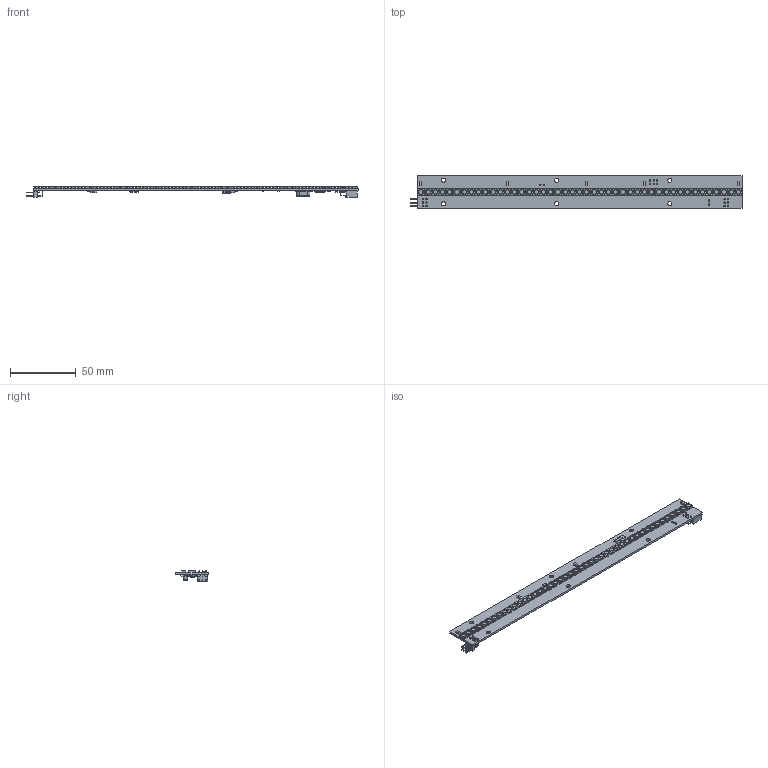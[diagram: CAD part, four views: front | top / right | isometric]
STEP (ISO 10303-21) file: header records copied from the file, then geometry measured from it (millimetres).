
FILE_DESCRIPTION(/* description */ (''),/* implementation_level */ '2;1');
FILE_NAME(/* name */ 'module_pcb.step',/* time_stamp */ '2021-10-31T16:43:54+01:00',/* author */ (''),/* organization */ (''),/* preprocessor_version */ 'ST-DEVELOPER v18.1',/* originating_system */ 'Autodesk Translation Framework v10.10.0.1391',/* authorisation */ '');
FILE_SCHEMA (('AUTOMOTIVE_DESIGN { 1 0 10303 214 3 1 1 }'));
Length unit declared in the file: millimetre
Products named in the file (34): module_pcb; C_1206_3216Metric; SOLID; SOT-23W; SOLID (2); D_SOD-123; SOLID (4); PinSocket_2x03_P2.54mm_Horizontal; SOLID (5); SOT-23; SOLID (6); PinHeader_2x03_P2.54mm_Horizontal; SOLID (7); Crystal_SMD_HC49-SD; SOLID (10); SOT-23-5; SOLID (11); SOT-353_SC-70-5; SOLID (9); TQFP-32_7x7mm_P0.8mm; SOLID (12); SOT-23-6; SOLID (13); SOT-223; SOLID (14); R_0603_1608Metric; SOLID (1); LED_WS2812B_PLCC4_5.0x5.0mm_P3.2mm; SOLID (8); LED_0603_1608Metric; SOLID (15); C_0603_1608Metric; SOLID (3); COMPOUND
Assembly tree (110 placements, depth 3):
  module_pcb
    C_1206_3216Metric  x10
      SOLID
    R_0603_1608Metric  x14
      SOLID (1)
    SOT-23W
      SOLID (2)
    C_0603_1608Metric  x11
      SOLID (3)
    D_SOD-123
      SOLID (4)
    PinSocket_2x03_P2.54mm_Horizontal
      SOLID (5)
    SOT-23
      SOLID (6)
    PinHeader_2x03_P2.54mm_Horizontal
      SOLID (7)
    LED_WS2812B_PLCC4_5.0x5.0mm_P3.2mm  x45
      SOLID (8)
    SOT-353_SC-70-5  x2
      SOLID (9)
    Crystal_SMD_HC49-SD
      SOLID (10)
    SOT-23-5
      SOLID (11)
    TQFP-32_7x7mm_P0.8mm
      SOLID (12)
    SOT-23-6
      SOLID (13)
    SOT-223
      SOLID (14)
    LED_0603_1608Metric
      SOLID (15)
    COMPOUND
Bounding box: 253.08 x 25 x 8.38 mm (x, y, z)
Volume: 12136.1 mm3; surface area: 19281.9 mm2
Topology: 94 solids, 94 shells, 5772 faces, 15641 edges, 9998 vertices
Faces by surface type: plane 4044, cylinder 1681, cone 45, torus 2
Full cylindrical faces by diameter (mm): 0.5 x1, 1 x20, 3.2 x6, 3.333 x45
Entity records: 57119 total; most frequent: CARTESIAN_POINT 9503, ORIENTED_EDGE 9290, DIRECTION 9257, EDGE_CURVE 4645, LINE 3933, VECTOR 3933, VERTEX_POINT 2908, AXIS2_PLACEMENT_3D 2662
